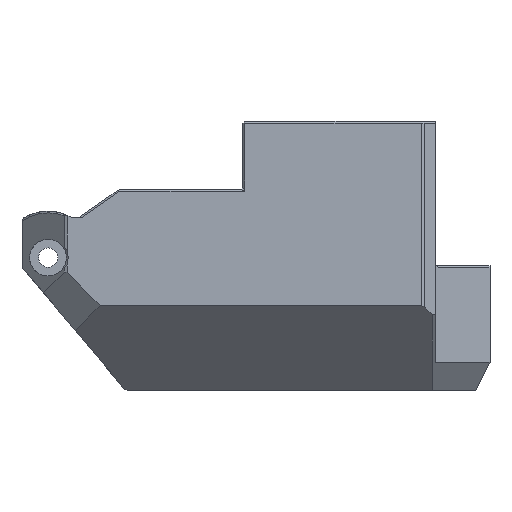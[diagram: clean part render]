
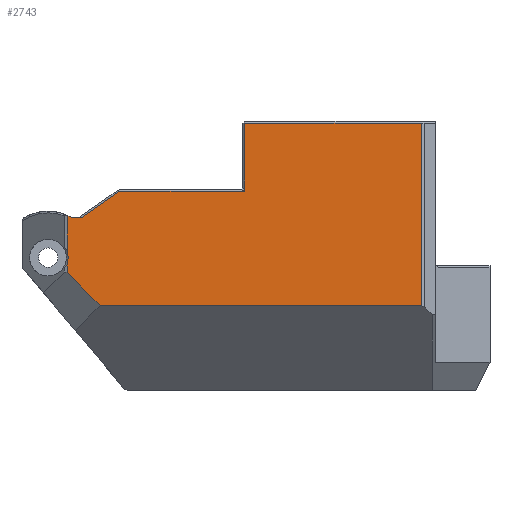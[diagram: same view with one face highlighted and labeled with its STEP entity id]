
A CAD part, left-side view. The second image highlights one B-rep face of the part: STEP entity #2743.
In plain terms, the highlighted planar face has unit normal (-1, 0, 0).
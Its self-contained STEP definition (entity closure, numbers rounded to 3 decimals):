
#38=CIRCLE('',#2913,8.198);
#39=CIRCLE('',#2914,3.55);
#68=B_SPLINE_CURVE_WITH_KNOTS('',3,(#4179,#4180,#4181,#4182),
 .UNSPECIFIED.,.F.,.F.,(4,4),(0.032,0.043),
 .UNSPECIFIED.);
#149=FACE_OUTER_BOUND('',#306,.T.);
#306=EDGE_LOOP('',(#2050,#2051,#2052,#2053,#2054,#2055,#2056,#2057,#2058,
#2059,#2060,#2061,#2062));
#527=LINE('',#4093,#874);
#533=LINE('',#4104,#880);
#544=LINE('',#4127,#891);
#548=LINE('',#4136,#895);
#553=LINE('',#4145,#900);
#555=LINE('',#4148,#902);
#569=LINE('',#4175,#916);
#570=LINE('',#4184,#917);
#571=LINE('',#4188,#918);
#572=LINE('',#4189,#919);
#874=VECTOR('',#3228,10.);
#880=VECTOR('',#3238,10.);
#891=VECTOR('',#3257,10.);
#895=VECTOR('',#3265,10.);
#900=VECTOR('',#3272,10.);
#902=VECTOR('',#3276,10.);
#916=VECTOR('',#3300,10.);
#917=VECTOR('',#3303,10.);
#918=VECTOR('',#3306,10.);
#919=VECTOR('',#3307,10.);
#1199=VERTEX_POINT('',#4090);
#1200=VERTEX_POINT('',#4092);
#1201=VERTEX_POINT('',#4096);
#1208=VERTEX_POINT('',#4115);
#1209=VERTEX_POINT('',#4119);
#1214=VERTEX_POINT('',#4135);
#1217=VERTEX_POINT('',#4143);
#1225=VERTEX_POINT('',#4174);
#1226=VERTEX_POINT('',#4176);
#1227=VERTEX_POINT('',#4178);
#1228=VERTEX_POINT('',#4183);
#1229=VERTEX_POINT('',#4185);
#1230=VERTEX_POINT('',#4187);
#1488=EDGE_CURVE('',#1199,#1200,#527,.T.);
#1494=EDGE_CURVE('',#1201,#1199,#533,.T.);
#1505=EDGE_CURVE('',#1209,#1208,#544,.T.);
#1509=EDGE_CURVE('',#1214,#1209,#548,.T.);
#1514=EDGE_CURVE('',#1217,#1214,#553,.T.);
#1516=EDGE_CURVE('',#1208,#1201,#555,.T.);
#1530=EDGE_CURVE('',#1225,#1217,#569,.T.);
#1531=EDGE_CURVE('',#1226,#1225,#38,.T.);
#1532=EDGE_CURVE('',#1227,#1226,#68,.T.);
#1533=EDGE_CURVE('',#1228,#1227,#570,.T.);
#1534=EDGE_CURVE('',#1229,#1228,#39,.T.);
#1535=EDGE_CURVE('',#1230,#1229,#571,.T.);
#1536=EDGE_CURVE('',#1200,#1230,#572,.T.);
#2050=ORIENTED_EDGE('',*,*,#1494,.F.);
#2051=ORIENTED_EDGE('',*,*,#1516,.F.);
#2052=ORIENTED_EDGE('',*,*,#1505,.F.);
#2053=ORIENTED_EDGE('',*,*,#1509,.F.);
#2054=ORIENTED_EDGE('',*,*,#1514,.F.);
#2055=ORIENTED_EDGE('',*,*,#1530,.F.);
#2056=ORIENTED_EDGE('',*,*,#1531,.F.);
#2057=ORIENTED_EDGE('',*,*,#1532,.F.);
#2058=ORIENTED_EDGE('',*,*,#1533,.F.);
#2059=ORIENTED_EDGE('',*,*,#1534,.F.);
#2060=ORIENTED_EDGE('',*,*,#1535,.F.);
#2061=ORIENTED_EDGE('',*,*,#1536,.F.);
#2062=ORIENTED_EDGE('',*,*,#1488,.F.);
#2601=PLANE('',#2912);
#2743=ADVANCED_FACE('',(#149),#2601,.T.);
#2912=AXIS2_PLACEMENT_3D('',#4173,#3298,#3299);
#2913=AXIS2_PLACEMENT_3D('',#4177,#3301,#3302);
#2914=AXIS2_PLACEMENT_3D('',#4186,#3304,#3305);
#3228=DIRECTION('',(0.,1.,0.));
#3238=DIRECTION('',(0.,0.,-1.));
#3257=DIRECTION('',(0.,0.,1.));
#3265=DIRECTION('',(0.,-1.,0.));
#3272=DIRECTION('',(0.,-0.819,0.574));
#3276=DIRECTION('',(0.,-1.,0.));
#3298=DIRECTION('center_axis',(-1.,0.,0.));
#3299=DIRECTION('ref_axis',(0.,1.,0.));
#3300=DIRECTION('',(0.,-1.,0.));
#3301=DIRECTION('center_axis',(1.,0.,0.));
#3302=DIRECTION('ref_axis',(0.,0.,
1.));
#3303=DIRECTION('',(0.,0.,1.));
#3304=DIRECTION('center_axis',(-1.,0.,0.));
#3305=DIRECTION('ref_axis',(0.,0.,
1.));
#3306=DIRECTION('',(0.,0.,1.));
#3307=DIRECTION('',(0.,0.707,0.707));
#4090=CARTESIAN_POINT('',(-52.5,-31.528,7.5));
#4092=CARTESIAN_POINT('',(-52.5,25.205,7.5));
#4093=CARTESIAN_POINT('',(-52.5,12.288,7.5));
#4096=CARTESIAN_POINT('',(-52.5,-31.528,39.7));
#4104=CARTESIAN_POINT('',(-52.5,-31.528,36.));
#4115=CARTESIAN_POINT('',(-52.5,-0.3,39.7));
#4119=CARTESIAN_POINT('',(-52.5,-0.3,27.7));
#4127=CARTESIAN_POINT('',(-52.5,-0.3,32.));
#4135=CARTESIAN_POINT('',(-52.5,21.765,27.7));
#4136=CARTESIAN_POINT('',(-52.5,24.43,27.7));
#4143=CARTESIAN_POINT('',(-52.5,28.477,23.));
#4145=CARTESIAN_POINT('',(-52.5,25.103,25.363));
#4148=CARTESIAN_POINT('',(-52.5,5.,39.7));
#4173=CARTESIAN_POINT('Origin',(-52.5,27.,36.));
#4174=CARTESIAN_POINT('',(-52.5,30.176,23.));
#4175=CARTESIAN_POINT('',(-52.5,34.,23.));
#4176=CARTESIAN_POINT('',(-52.5,30.923,23.398));
#4177=CARTESIAN_POINT('Origin',(-52.5,34.4,15.974));
#4178=CARTESIAN_POINT('',(-52.5,31.028,23.364));
#4179=CARTESIAN_POINT('Ctrl Pts',(-52.5,31.028,23.364));
#4180=CARTESIAN_POINT('Ctrl Pts',(-52.5,30.993,23.375));
#4181=CARTESIAN_POINT('Ctrl Pts',(-52.5,30.958,23.387));
#4182=CARTESIAN_POINT('Ctrl Pts',(-52.5,30.923,23.398));
#4183=CARTESIAN_POINT('',(-52.5,31.028,17.086));
#4184=CARTESIAN_POINT('',(-52.5,31.028,36.));
#4185=CARTESIAN_POINT('',(-52.5,31.028,14.863));
#4186=CARTESIAN_POINT('Origin',(-52.5,34.4,15.974));
#4187=CARTESIAN_POINT('',(-52.5,31.028,13.324));
#4188=CARTESIAN_POINT('',(-52.5,31.028,36.));
#4189=CARTESIAN_POINT('',(-52.5,34.309,16.605));
